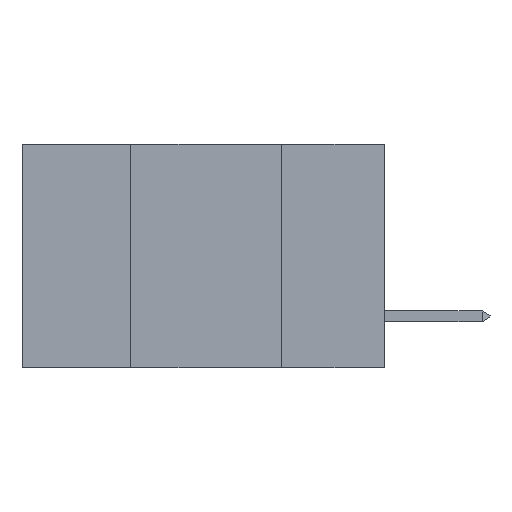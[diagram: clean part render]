
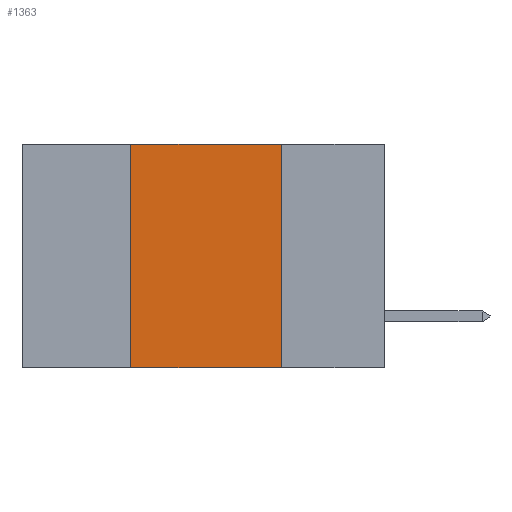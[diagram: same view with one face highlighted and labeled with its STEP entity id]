
A CAD part, left-side view. The second image highlights one B-rep face of the part: STEP entity #1363.
In plain terms, the highlighted planar face has unit normal (-1, 0, 0).
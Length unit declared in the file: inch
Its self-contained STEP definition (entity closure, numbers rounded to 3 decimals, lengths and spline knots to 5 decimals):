
#1363 = ADVANCED_FACE ( 'NONE', ( #3954 ), #18144, .F. ) ;
#1555 = CARTESIAN_POINT ( 'NONE',  ( 0., 0.6, 0. ) ) ;
#1820 = CARTESIAN_POINT ( 'NONE',  ( 0., 0.17, -0.37 ) ) ;
#3954 = FACE_OUTER_BOUND ( 'NONE', #7840, .T. ) ;
#5468 = CARTESIAN_POINT ( 'NONE',  ( 0., 0.6, 0. ) ) ;
#7297 = VERTEX_POINT ( 'NONE', #8745 ) ;
#7338 = DIRECTION ( 'NONE',  ( 0., 0., -1. ) ) ;
#7369 = EDGE_CURVE ( 'NONE', #17258, #13374, #10158, .T. ) ;
#7840 = EDGE_LOOP ( 'NONE', ( #8145, #14285, #14990, #16555 ) ) ;
#8023 = AXIS2_PLACEMENT_3D ( 'NONE', #5468, #17912, #7338 ) ;
#8145 = ORIENTED_EDGE ( 'NONE', *, *, #10784, .F. ) ;
#8745 = CARTESIAN_POINT ( 'NONE',  ( 0., 0.42, 0. ) ) ;
#9262 = CARTESIAN_POINT ( 'NONE',  ( 0., 0.42, -0.37 ) ) ;
#10158 = LINE ( 'NONE', #19337, #12200 ) ;
#10784 = EDGE_CURVE ( 'NONE', #19288, #13374, #17596, .T. ) ;
#11763 = CARTESIAN_POINT ( 'NONE',  ( 0., 0.42, 0. ) ) ;
#11893 = DIRECTION ( 'NONE',  ( 0., 0., 1. ) ) ;
#12200 = VECTOR ( 'NONE', #22837, 39.37008 ) ;
#13374 = VERTEX_POINT ( 'NONE', #1820 ) ;
#14285 = ORIENTED_EDGE ( 'NONE', *, *, #21678, .F. ) ;
#14854 = VECTOR ( 'NONE', #15733, 39.37008 ) ;
#14894 = EDGE_CURVE ( 'NONE', #17258, #7297, #21077, .T. ) ;
#14990 = ORIENTED_EDGE ( 'NONE', *, *, #14894, .F. ) ;
#15504 = LINE ( 'NONE', #1555, #14854 ) ;
#15733 = DIRECTION ( 'NONE',  ( 0., -1., 0. ) ) ;
#15974 = CARTESIAN_POINT ( 'NONE',  ( 0., 0.17, 0. ) ) ;
#16067 = CARTESIAN_POINT ( 'NONE',  ( 0., 0.17, 0. ) ) ;
#16555 = ORIENTED_EDGE ( 'NONE', *, *, #7369, .T. ) ;
#17258 = VERTEX_POINT ( 'NONE', #9262 ) ;
#17596 = LINE ( 'NONE', #15974, #19791 ) ;
#17912 = DIRECTION ( 'NONE',  ( 1., 0., 0. ) ) ;
#18144 = PLANE ( 'NONE',  #8023 ) ;
#19288 = VERTEX_POINT ( 'NONE', #16067 ) ;
#19337 = CARTESIAN_POINT ( 'NONE',  ( 0., 0.6, -0.37 ) ) ;
#19353 = DIRECTION ( 'NONE',  ( 0., 0., -1. ) ) ;
#19791 = VECTOR ( 'NONE', #19353, 39.37008 ) ;
#21077 = LINE ( 'NONE', #11763, #21747 ) ;
#21678 = EDGE_CURVE ( 'NONE', #7297, #19288, #15504, .T. ) ;
#21747 = VECTOR ( 'NONE', #11893, 39.37008 ) ;
#22837 = DIRECTION ( 'NONE',  ( 0., -1., 0. ) ) ;
